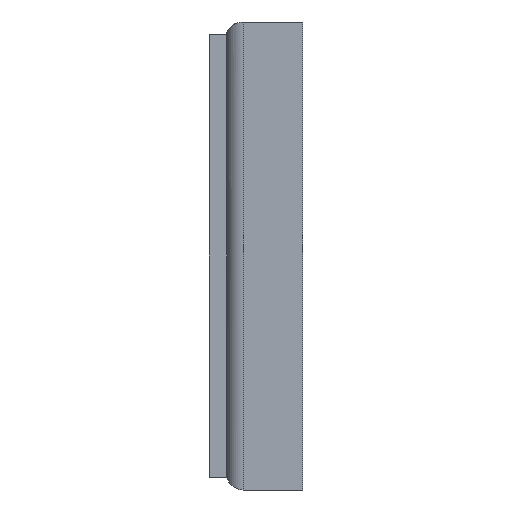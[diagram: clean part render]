
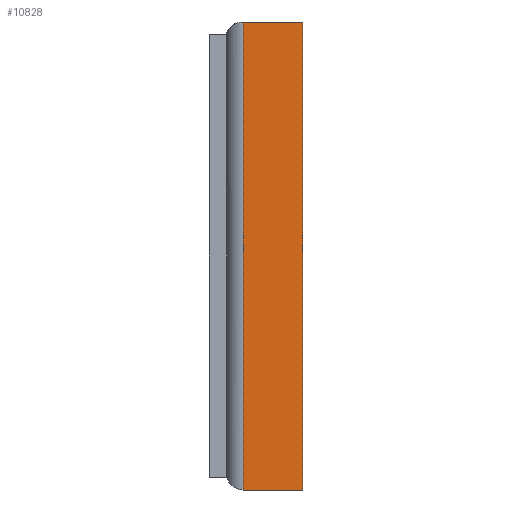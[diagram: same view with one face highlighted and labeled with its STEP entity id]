
A CAD part, left-side view. The second image highlights one B-rep face of the part: STEP entity #10828.
In plain terms, the highlighted planar face has unit normal (-1, 0, 0).
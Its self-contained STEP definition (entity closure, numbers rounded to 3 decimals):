
#174=PLANE('',#11276);
#588=FACE_OUTER_BOUND('',#1200,.T.);
#1200=EDGE_LOOP('',(#8369,#8370,#8371,#8372));
#1927=LINE('',#17527,#2829);
#1931=LINE('',#17540,#2833);
#1932=LINE('',#17543,#2834);
#1933=LINE('',#17544,#2835);
#2829=VECTOR('',#11979,10.);
#2833=VECTOR('',#11991,10.);
#2834=VECTOR('',#11994,10.);
#2835=VECTOR('',#11995,10.);
#4603=VERTEX_POINT('',#17524);
#4604=VERTEX_POINT('',#17526);
#4609=VERTEX_POINT('',#17538);
#4610=VERTEX_POINT('',#17542);
#5956=EDGE_CURVE('',#4604,#4603,#1927,.T.);
#5963=EDGE_CURVE('',#4609,#4603,#1931,.T.);
#5964=EDGE_CURVE('',#4609,#4610,#1932,.T.);
#5965=EDGE_CURVE('',#4604,#4610,#1933,.T.);
#8369=ORIENTED_EDGE('',*,*,#5963,.F.);
#8370=ORIENTED_EDGE('',*,*,#5964,.T.);
#8371=ORIENTED_EDGE('',*,*,#5965,.F.);
#8372=ORIENTED_EDGE('',*,*,#5956,.T.);
#10828=ADVANCED_FACE('',(#588),#174,.T.);
#11276=AXIS2_PLACEMENT_3D('',#17541,#11992,#11993);
#11979=DIRECTION('',(0.,1.,0.));
#11991=DIRECTION('',(0.,0.,1.));
#11992=DIRECTION('center_axis',(-1.,0.,0.));
#11993=DIRECTION('ref_axis',(0.,0.,1.));
#11994=DIRECTION('',(0.,-1.,0.));
#11995=DIRECTION('',(0.,0.,-1.));
#17524=CARTESIAN_POINT('',(-43.07,-1.5,60.188));
#17526=CARTESIAN_POINT('',(-43.07,-8.5,60.188));
#17527=CARTESIAN_POINT('',(-43.07,0.,60.188));
#17538=CARTESIAN_POINT('',(-43.07,-1.5,5.188));
#17540=CARTESIAN_POINT('',(-43.07,-1.5,18.938));
#17541=CARTESIAN_POINT('Origin',(-43.07,0.,5.188));
#17542=CARTESIAN_POINT('',(-43.07,-8.5,5.188));
#17543=CARTESIAN_POINT('',(-43.07,0.,5.188));
#17544=CARTESIAN_POINT('',(-43.07,-8.5,5.188));
